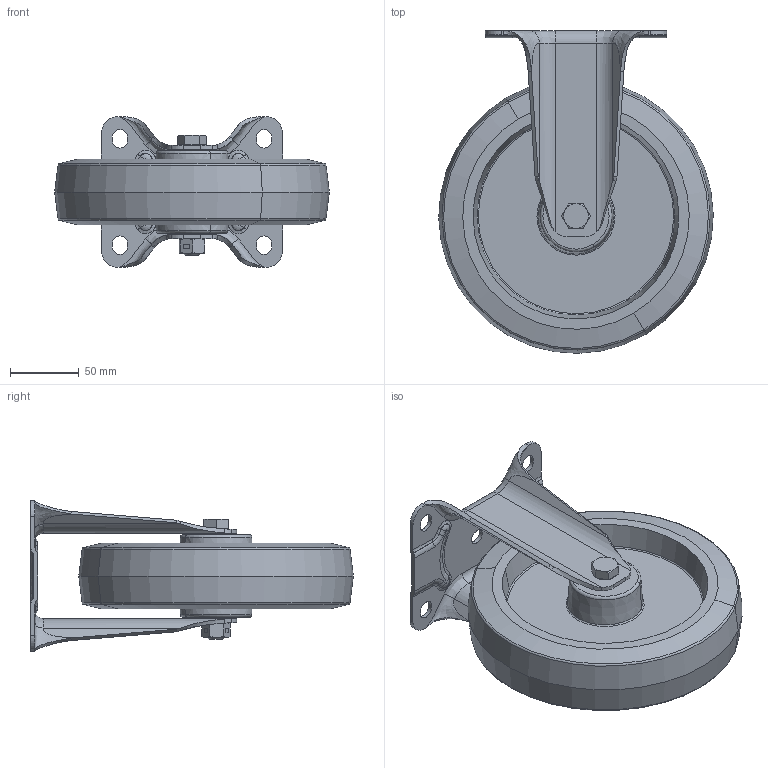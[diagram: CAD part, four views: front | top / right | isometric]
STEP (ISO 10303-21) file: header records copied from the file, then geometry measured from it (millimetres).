
FILE_DESCRIPTION (( 'STEP AP214' ), '1' );
FILE_NAME ('0055784.step', '2023-07-26T13:13:44', ( '' ), ( '' ), 'SwSTEP 2.0', 'SolidWorks 2020', '' );
FILE_SCHEMA (( 'AUTOMOTIVE_DESIGN' ));
Length unit declared in the file: millimetre
Products named in the file (1): 0055784
Bounding box: 199.98 x 234.99 x 110 mm (x, y, z)
Volume: 1026227.3 mm3; surface area: 234663.5 mm2
Topology: 6 solids, 6 shells, 342 faces, 790 edges, 466 vertices
Faces by surface type: bspline 112, plane 96, cylinder 68, cone 40, torus 26
Entity records: 24066 total; most frequent: CARTESIAN_POINT 13154, ORIENTED_EDGE 1580, DIRECTION 1314, EDGE_CURVE 790, AXIS2_PLACEMENT_3D 504, VERTEX_POINT 466, EDGE_LOOP 370, UNCERTAINTY_MEASURE_WITH_UNIT 350
